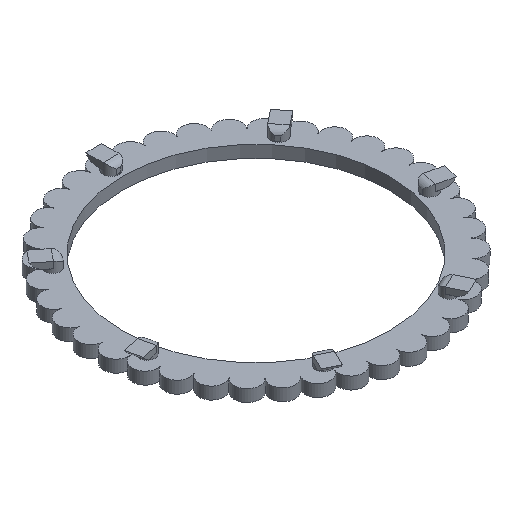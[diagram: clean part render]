
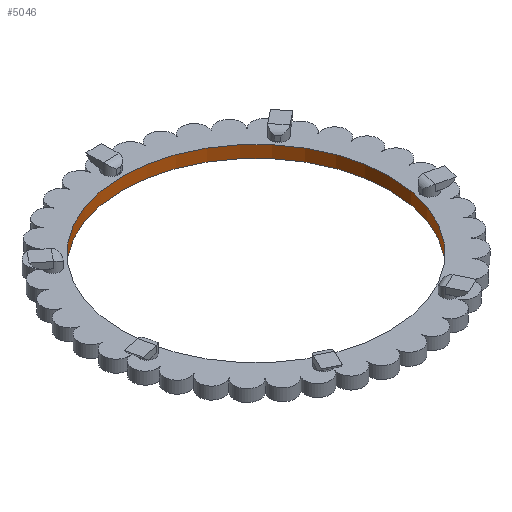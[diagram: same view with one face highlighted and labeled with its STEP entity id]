
A CAD part, isometric view. The second image highlights one B-rep face of the part: STEP entity #5046.
In plain terms, the highlighted cylindrical face has radius 21 mm (diameter 42 mm), a full revolution.
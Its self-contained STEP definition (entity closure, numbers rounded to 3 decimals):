
#173=CYLINDRICAL_SURFACE('',#5622,21.);
#443=FACE_OUTER_BOUND('',#722,.T.);
#722=EDGE_LOOP('',(#4639,#4640,#4641,#4642));
#1177=LINE('',#8732,#1632);
#1632=VECTOR('',#7191,21.);
#1869=CIRCLE('',#5499,21.);
#1911=CIRCLE('',#5620,21.);
#2355=VERTEX_POINT('',#8484);
#2398=VERTEX_POINT('',#8728);
#3023=EDGE_CURVE('',#2355,#2355,#1869,.T.);
#3145=EDGE_CURVE('',#2398,#2398,#1911,.T.);
#3146=EDGE_CURVE('',#2355,#2398,#1177,.T.);
#4639=ORIENTED_EDGE('',*,*,#3023,.F.);
#4640=ORIENTED_EDGE('',*,*,#3146,.T.);
#4641=ORIENTED_EDGE('',*,*,#3145,.F.);
#4642=ORIENTED_EDGE('',*,*,#3146,.F.);
#5046=ADVANCED_FACE('',(#443),#173,.F.);
#5499=AXIS2_PLACEMENT_3D('',#8485,#6863,#6864);
#5620=AXIS2_PLACEMENT_3D('',#8729,#7185,#7186);
#5622=AXIS2_PLACEMENT_3D('',#8731,#7189,#7190);
#6863=DIRECTION('center_axis',(0.,0.,
1.));
#6864=DIRECTION('ref_axis',(-1.,0.,0.));
#7185=DIRECTION('center_axis',(0.,0.,
-1.));
#7186=DIRECTION('ref_axis',(-1.,0.,0.));
#7189=DIRECTION('center_axis',(0.,0.,1.));
#7190=DIRECTION('ref_axis',(-1.,0.,0.));
#7191=DIRECTION('',(0.,0.,1.));
#8484=CARTESIAN_POINT('',(21.,0.,-20.));
#8485=CARTESIAN_POINT('Origin',(0.,0.,
-20.));
#8728=CARTESIAN_POINT('',(21.,0.,-18.1));
#8729=CARTESIAN_POINT('Origin',(0.,0.,
-18.1));
#8731=CARTESIAN_POINT('Origin',(0.,0.,
-20.));
#8732=CARTESIAN_POINT('',(21.,0.,-20.));
